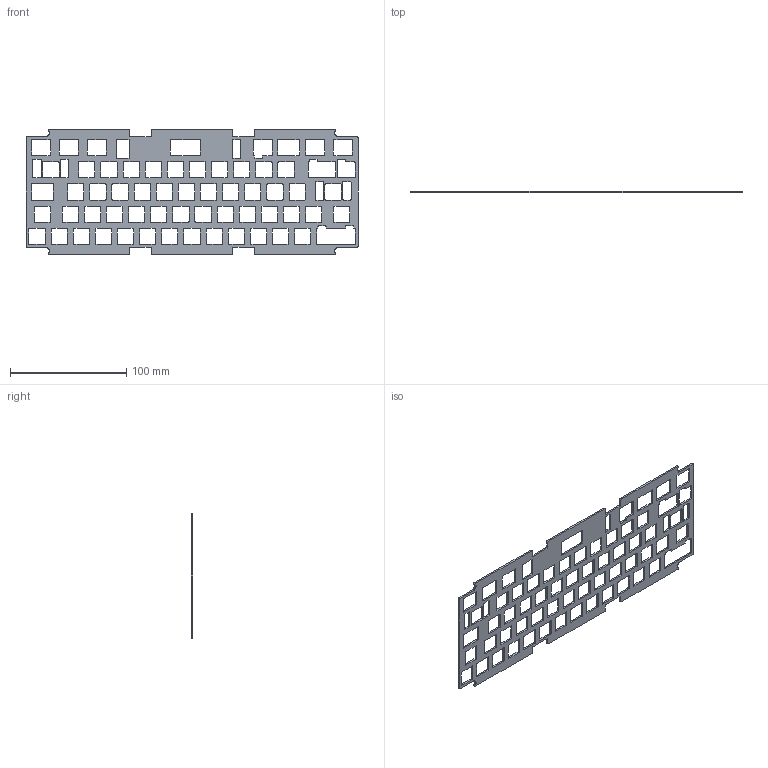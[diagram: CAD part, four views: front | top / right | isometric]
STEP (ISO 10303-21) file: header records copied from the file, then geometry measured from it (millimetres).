
FILE_DESCRIPTION(/* description */ (''),/* implementation_level */ '2;1');
FILE_NAME(/* name */ 'Plate-NoLeaf.step',/* time_stamp */ '2019-12-09T11:54:45-05:00',/* author */ (''),/* organization */ (''),/* preprocessor_version */ 'ST-DEVELOPER v18',/* originating_system */ 'Autodesk Translation Framework v8.12.0.6',/* authorisation */ '');
FILE_SCHEMA (('AUTOMOTIVE_DESIGN { 1 0 10303 214 3 1 1 }'));
Length unit declared in the file: millimetre
Products named in the file (1): Plate-NoLeaf
Bounding box: 285.75 x 1.5 x 108.25 mm (x, y, z)
Volume: 24092.5 mm3; surface area: 39139.6 mm2
Topology: 1 solids, 1 shells, 637 faces, 1907 edges, 1272 vertices
Faces by surface type: plane 324, cylinder 313
Entity records: 21937 total; most frequent: CARTESIAN_POINT 3817, ORIENTED_EDGE 3814, DIRECTION 3811, EDGE_CURVE 1907, LINE 1279, VECTOR 1279, VERTEX_POINT 1272, AXIS2_PLACEMENT_3D 1266
